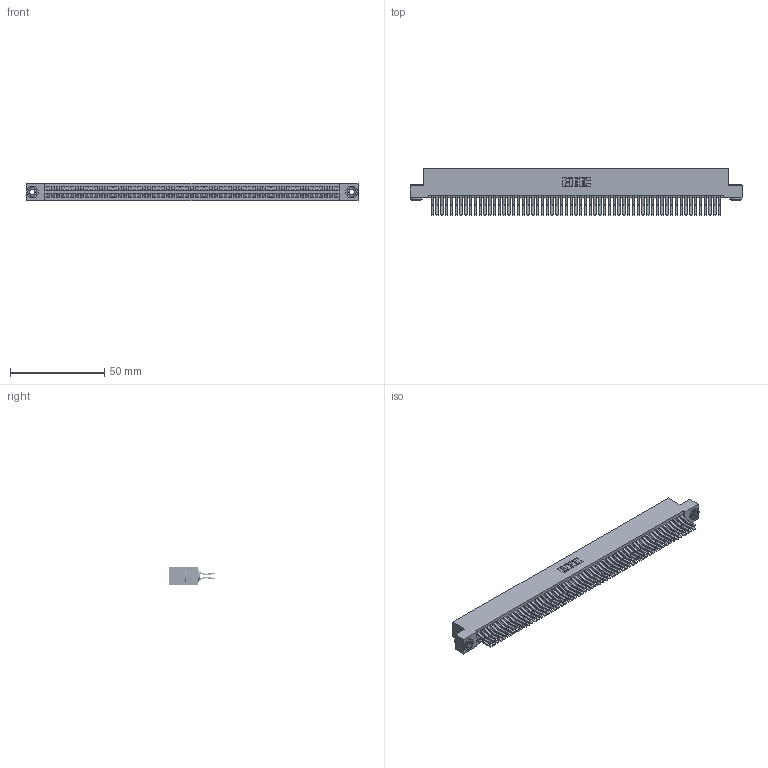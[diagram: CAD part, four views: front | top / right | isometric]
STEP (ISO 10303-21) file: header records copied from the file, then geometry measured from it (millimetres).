
FILE_DESCRIPTION (( 'STEP AP203' ), '1' );
FILE_NAME ('845-122-560-203.STEP', '2018-11-21T15:11:10', ( '' ), ( '' ), 'SwSTEP 2.0', 'SolidWorks 2016', '' );
FILE_SCHEMA (( 'CONFIG_CONTROL_DESIGN' ));
Length unit declared in the file: inch
Products named in the file (4): 345-250-002_345-250-002-102; 845-122-560-203; 845 Part_Flush Mounting Lugs - 0.156 Dia-TH; 345-292-001_560 Tail
Assembly tree (125 placements, depth 2):
  845-122-560-203
    845 Part_Flush Mounting Lugs - 0.156 Dia-TH
    345-292-001_560 Tail  x122
    345-250-002_345-250-002-102  x2
Bounding box: 176.15 x 24.45 x 9.4 mm (x, y, z)
Volume: 18106.7 mm3; surface area: 29394.3 mm2
Topology: 125 solids, 125 shells, 6508 faces, 19327 edges, 12718 vertices
Faces by surface type: plane 4116, cylinder 2384, cone 8
Entity records: 46042 total; most frequent: CARTESIAN_POINT 7675, ORIENTED_EDGE 7602, DIRECTION 6779, EDGE_CURVE 3801, VECTOR 3397, LINE 3397, VERTEX_POINT 2530, AXIS2_PLACEMENT_3D 1691
